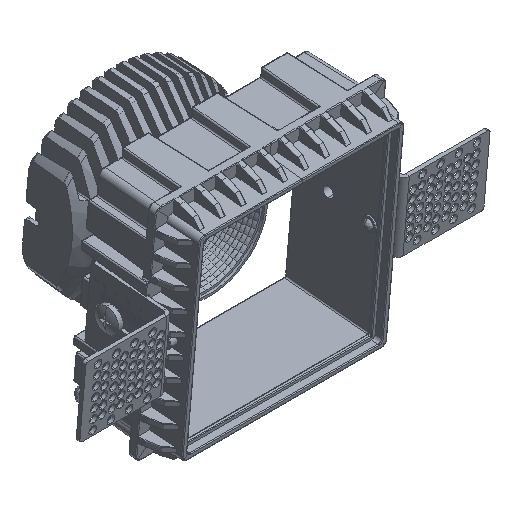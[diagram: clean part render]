
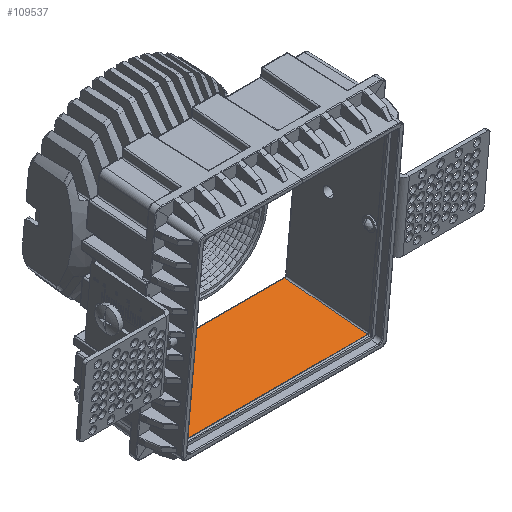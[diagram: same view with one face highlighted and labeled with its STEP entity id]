
A CAD part, isometric view. The second image highlights one B-rep face of the part: STEP entity #109537.
In plain terms, the highlighted face is planar.
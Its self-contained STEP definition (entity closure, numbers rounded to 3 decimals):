
#5893 = VERTEX_POINT ( 'NONE', #239203 ) ;
#12391 = CARTESIAN_POINT ( 'NONE',  ( -39.588, 4.5, -40.45 ) ) ;
#13785 = CARTESIAN_POINT ( 'NONE',  ( -39.588, 4.5, -40.45 ) ) ;
#17618 = EDGE_LOOP ( 'NONE', ( #111702, #74843, #259954, #259480, #211775 ) ) ;
#22553 = CARTESIAN_POINT ( 'NONE',  ( -39.821, 40.91, -41.403 ) ) ;
#48892 = DIRECTION ( 'NONE',  ( 0.026, 0.999, -0.026 ) ) ;
#49472 = VERTEX_POINT ( 'NONE', #246208 ) ;
#61221 = FACE_OUTER_BOUND ( 'NONE', #17618, .T. ) ;
#68834 = CARTESIAN_POINT ( 'NONE',  ( 40.904, 40.926, -41.404 ) ) ;
#69579 =( BOUNDED_CURVE ( )  B_SPLINE_CURVE ( 3, ( #157501, #178330, #137603, #13785 ),
 .UNSPECIFIED., .F., .F. ) 
 B_SPLINE_CURVE_WITH_KNOTS ( ( 4, 4 ),
 ( 4.254, 4.537 ),
 .UNSPECIFIED. ) 
 CURVE ( )  GEOMETRIC_REPRESENTATION_ITEM ( )  RATIONAL_B_SPLINE_CURVE ( ( 1., 0.993, 0.993, 1. ) ) 
 REPRESENTATION_ITEM ( '' )  );
#74843 = ORIENTED_EDGE ( 'NONE', *, *, #90466, .T. ) ;
#77297 = DIRECTION ( 'NONE',  ( -1., 0., 0. ) ) ;
#85681 = EDGE_CURVE ( 'NONE', #5893, #105657, #211305, .T. ) ;
#85852 = DIRECTION ( 'NONE',  ( 0., -1., 0.026 ) ) ;
#90466 = EDGE_CURVE ( 'NONE', #5893, #49472, #145952, .T. ) ;
#95505 = CARTESIAN_POINT ( 'NONE',  ( -39.821, 40.909, -41.403 ) ) ;
#101299 = VECTOR ( 'NONE', #222667, 1000. ) ;
#105657 = VERTEX_POINT ( 'NONE', #12391 ) ;
#105748 = CARTESIAN_POINT ( 'NONE',  ( 48.99, 4.5, -40.45 ) ) ;
#109537 = ADVANCED_FACE ( 'NONE', ( #61221 ), #188889, .T. ) ;
#111702 = ORIENTED_EDGE ( 'NONE', *, *, #85681, .F. ) ;
#111972 = VERTEX_POINT ( 'NONE', #130919 ) ;
#130919 = CARTESIAN_POINT ( 'NONE',  ( -39.821, 40.913, -41.404 ) ) ;
#137603 = CARTESIAN_POINT ( 'NONE',  ( -39.632, 17.161, -40.782 ) ) ;
#145952 = LINE ( 'NONE', #68834, #194454 ) ;
#157501 = CARTESIAN_POINT ( 'NONE',  ( -39.821, 40.909, -41.403 ) ) ;
#159548 = CARTESIAN_POINT ( 'NONE',  ( 48.99, 40.913, -41.404 ) ) ;
#166338 = CARTESIAN_POINT ( 'NONE',  ( -39.821, 40.913, -41.404 ) ) ;
#167221 = CARTESIAN_POINT ( 'NONE',  ( -39.821, 40.909, -41.403 ) ) ;
#178330 = CARTESIAN_POINT ( 'NONE',  ( -39.71, 29.379, -41.101 ) ) ;
#185795 = VERTEX_POINT ( 'NONE', #95505 ) ;
#188889 = PLANE ( 'NONE',  #200963 ) ;
#192768 = VECTOR ( 'NONE', #77297, 1000. ) ;
#194454 = VECTOR ( 'NONE', #48892, 1000. ) ;
#199625 = EDGE_CURVE ( 'NONE', #49472, #111972, #205705, .T. ) ;
#200963 = AXIS2_PLACEMENT_3D ( 'NONE', #105748, #209622, #85852 ) ;
#205705 = LINE ( 'NONE', #159548, #192768 ) ;
#209622 = DIRECTION ( 'NONE',  ( 0., 0.026, 1. ) ) ;
#211305 = LINE ( 'NONE', #262480, #101299 ) ;
#211775 = ORIENTED_EDGE ( 'NONE', *, *, #260936, .T. ) ;
#222667 = DIRECTION ( 'NONE',  ( -1., 0., 0. ) ) ;
#228565 = CARTESIAN_POINT ( 'NONE',  ( -39.821, 40.912, -41.403 ) ) ;
#232102 = EDGE_CURVE ( 'NONE', #111972, #185795, #236562, .T. ) ;
#236562 = B_SPLINE_CURVE_WITH_KNOTS ( 'NONE', 3,
 ( #166338, #228565, #22553, #167221 ),
 .UNSPECIFIED., .F., .F.,
 ( 4, 4 ),
 ( 0., 0. ),
 .UNSPECIFIED. ) ;
#239203 = CARTESIAN_POINT ( 'NONE',  ( 39.95, 4.5, -40.45 ) ) ;
#246208 = CARTESIAN_POINT ( 'NONE',  ( 40.904, 40.913, -41.404 ) ) ;
#259480 = ORIENTED_EDGE ( 'NONE', *, *, #232102, .T. ) ;
#259954 = ORIENTED_EDGE ( 'NONE', *, *, #199625, .T. ) ;
#260936 = EDGE_CURVE ( 'NONE', #185795, #105657, #69579, .T. ) ;
#262480 = CARTESIAN_POINT ( 'NONE',  ( 48.99, 4.5, -40.45 ) ) ;
